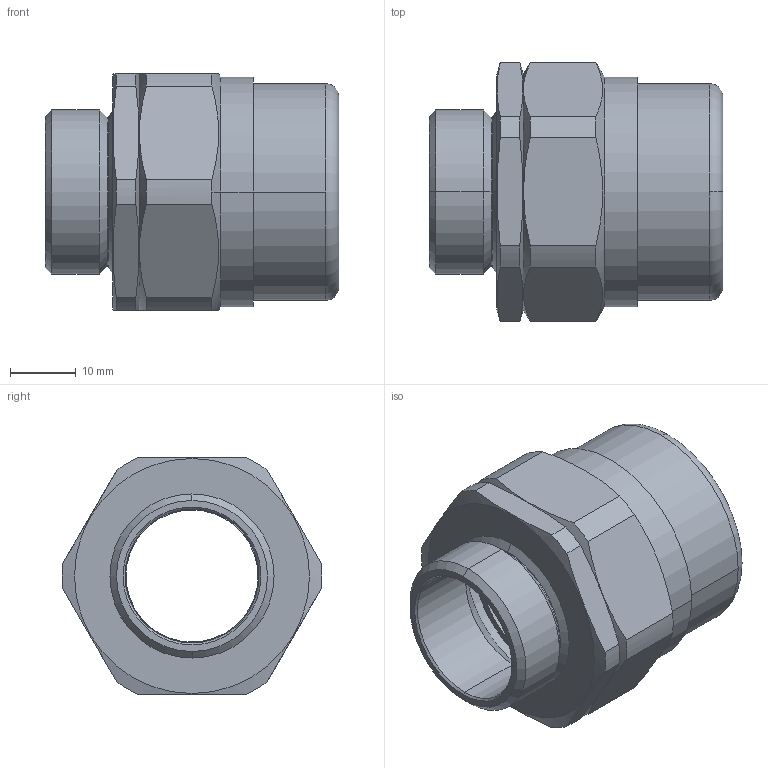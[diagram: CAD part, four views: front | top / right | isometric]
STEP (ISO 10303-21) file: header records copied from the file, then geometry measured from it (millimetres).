
FILE_DESCRIPTION (( 'STEP AP203' ), '1' );
FILE_NAME ('25BWL1RA.STEP', '2017-09-27T09:03:34', ( '' ), ( '' ), 'SwSTEP 2.0', 'SolidWorks 2017', '' );
FILE_SCHEMA (( 'CONFIG_CONTROL_DESIGN' ));
Length unit declared in the file: millimetre
Products named in the file (1): 25BWL1RA
Bounding box: 44.7 x 39.6 x 36 mm (x, y, z)
Surface area: 9837.9 mm2 (no closed solid volume)
Topology: 0 solids, 4 shells, 76 faces, 190 edges, 120 vertices
Faces by surface type: cylinder 30, cone 24, plane 18, torus 4
Entity records: 2526 total; most frequent: CARTESIAN_POINT 617, DIRECTION 408, ORIENTED_EDGE 364, EDGE_CURVE 190, AXIS2_PLACEMENT_3D 171, VERTEX_POINT 120, CIRCLE 94, EDGE_LOOP 82
